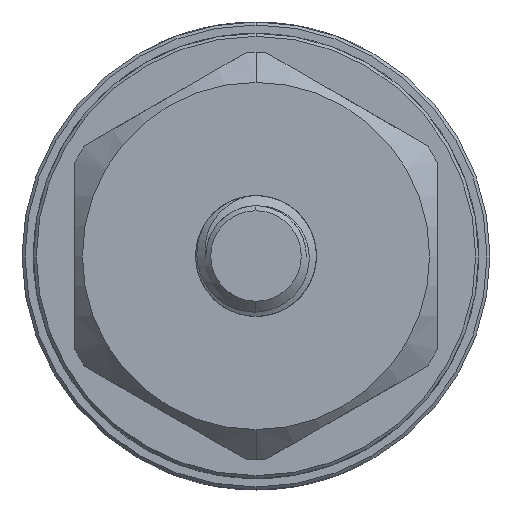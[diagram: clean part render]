
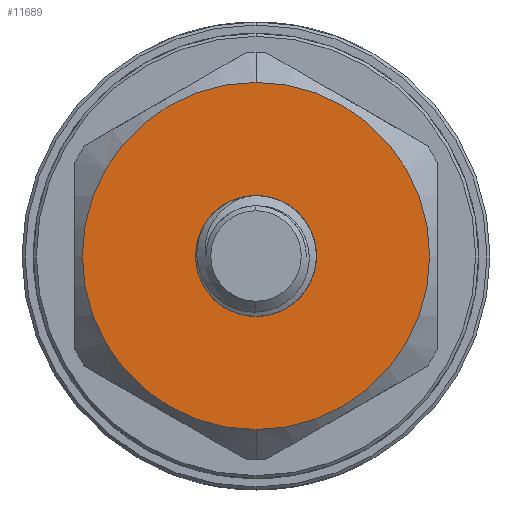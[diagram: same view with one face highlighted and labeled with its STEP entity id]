
A CAD part, front view. The second image highlights one B-rep face of the part: STEP entity #11689.
In plain terms, the highlighted planar face has unit normal (0, -1, 0).
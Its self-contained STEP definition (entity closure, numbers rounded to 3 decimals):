
#325=CARTESIAN_POINT('',(0.,-22.35,0.));
#326=DIRECTION('',(0.,-1.,0.));
#327=DIRECTION('',(0.,0.,-1.));
#328=AXIS2_PLACEMENT_3D('',#325,#326,#327);
#330=CARTESIAN_POINT('',(0.,-22.35,0.));
#331=DIRECTION('',(0.,-1.,0.));
#332=DIRECTION('',(0.,0.,1.));
#333=AXIS2_PLACEMENT_3D('',#330,#331,#332);
#335=CARTESIAN_POINT('',(0.,-22.35,0.));
#336=DIRECTION('',(0.,1.,0.));
#337=DIRECTION('',(0.,0.,-1.));
#338=AXIS2_PLACEMENT_3D('',#335,#336,#337);
#340=CARTESIAN_POINT('',(0.,-22.35,0.));
#341=DIRECTION('',(0.,1.,0.));
#342=DIRECTION('',(0.,0.,1.));
#343=AXIS2_PLACEMENT_3D('',#340,#341,#342);
#11282=CARTESIAN_POINT('',(0.,-22.35,-11.5));
#11284=VERTEX_POINT('',#11282);
#11286=CARTESIAN_POINT('',(0.,-22.35,11.5));
#11288=VERTEX_POINT('',#11286);
#11322=CARTESIAN_POINT('',(0.,-22.35,3.65));
#11323=CARTESIAN_POINT('',(0.,-22.35,-3.65));
#11324=VERTEX_POINT('',#11322);
#11325=VERTEX_POINT('',#11323);
#11674=CARTESIAN_POINT('',(14.75,-22.35,0.));
#11675=DIRECTION('',(0.,-1.,0.));
#11676=DIRECTION('',(0.,0.,-1.));
#11677=AXIS2_PLACEMENT_3D('',#11674,#11675,#11676);
#11678=PLANE('',#11677);
#11679=ORIENTED_EDGE('',*,*,#11650,.F.);
#11680=ORIENTED_EDGE('',*,*,#11518,.F.);
#11681=EDGE_LOOP('',(#11679,#11680));
#11682=FACE_OUTER_BOUND('',#11681,.F.);
#11684=ORIENTED_EDGE('',*,*,#11683,.F.);
#11686=ORIENTED_EDGE('',*,*,#11685,.F.);
#11687=EDGE_LOOP('',(#11684,#11686));
#11688=FACE_BOUND('',#11687,.F.);
#11689=ADVANCED_FACE('',(#11682,#11688),#11678,.T.);
#329=CIRCLE('',#328,11.5);
#334=CIRCLE('',#333,11.5);
#339=CIRCLE('',#338,3.65);
#344=CIRCLE('',#343,3.65);
#11518=EDGE_CURVE('',#11288,#11284,#334,.T.);
#11650=EDGE_CURVE('',#11284,#11288,#329,.T.);
#11683=EDGE_CURVE('',#11325,#11324,#339,.T.);
#11685=EDGE_CURVE('',#11324,#11325,#344,.T.);
